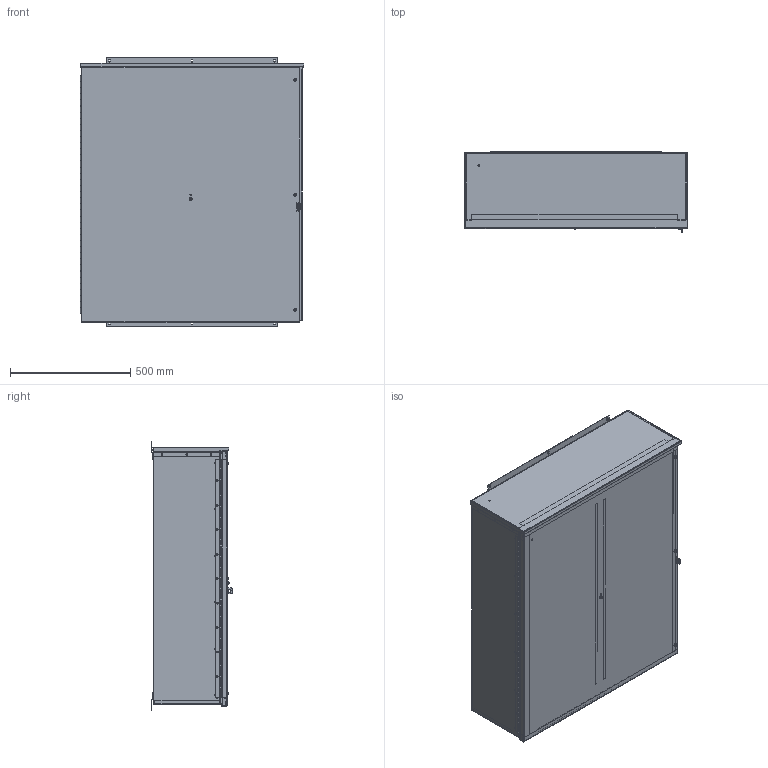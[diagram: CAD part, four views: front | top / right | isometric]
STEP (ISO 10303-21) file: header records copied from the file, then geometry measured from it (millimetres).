
FILE_DESCRIPTION (( 'STEP AP203' ), '1' );
FILE_NAME ('C3R423612HCR_Default.step', '2019-11-12T22:56:48', ( '' ), ( '' ), 'SwSTEP 2.0', 'SolidWorks 2019', '' );
FILE_SCHEMA (( 'CONFIG_CONTROL_DESIGN' ));
Length unit declared in the file: inch
Products named in the file (1): C3R423612HCR_Default
Bounding box: 928.92 x 336.8 x 1117.6 mm (x, y, z)
Volume: 7263316.2 mm3; surface area: 7802368.3 mm2
Topology: 43 solids, 43 shells, 1268 faces, 3274 edges, 2138 vertices
Faces by surface type: plane 653, cylinder 523, bspline 64, cone 28
Entity records: 39849 total; most frequent: CARTESIAN_POINT 8009, DIRECTION 6696, ORIENTED_EDGE 6548, EDGE_CURVE 3274, AXIS2_PLACEMENT_3D 2329, VERTEX_POINT 2138, VECTOR 2038, LINE 2038
